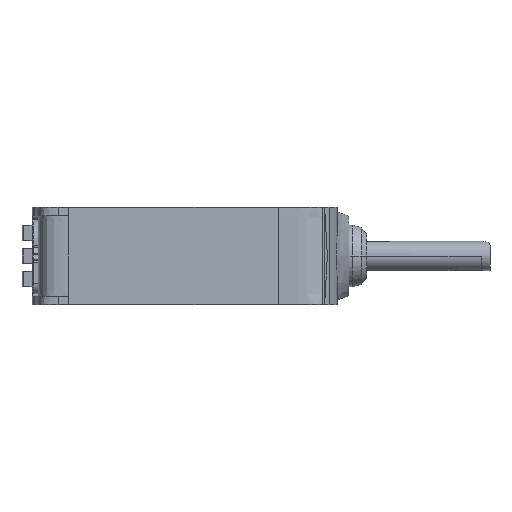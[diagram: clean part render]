
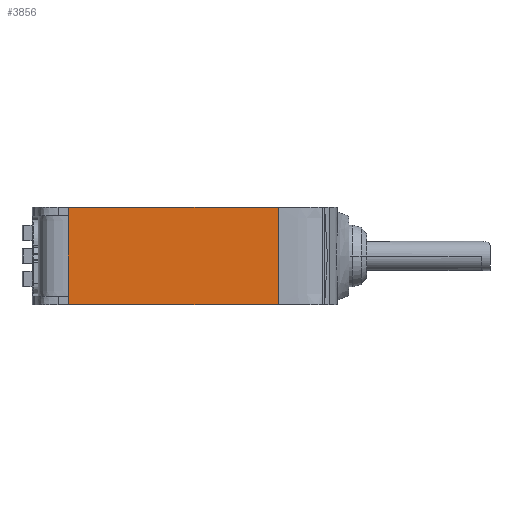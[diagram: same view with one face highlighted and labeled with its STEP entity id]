
A CAD part, left-side view. The second image highlights one B-rep face of the part: STEP entity #3856.
In plain terms, the highlighted planar face has unit normal (-1, -0.026, 0).
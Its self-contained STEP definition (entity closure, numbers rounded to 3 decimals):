
#138=DIRECTION('',(0.026,-1.,0.));
#139=VECTOR('',#138,23.808);
#140=CARTESIAN_POINT('',(-3.811,24.8,5.5));
#141=LINE('',#140,#139);
#149=CARTESIAN_POINT('',(-3.811,24.8,5.5));
#600=CARTESIAN_POINT('',(-3.811,24.8,-5.5));
#605=DIRECTION('',(0.026,-1.,0.));
#606=VECTOR('',#605,23.808);
#607=CARTESIAN_POINT('',(-3.811,24.8,-5.5));
#608=LINE('',#607,#606);
#694=DIRECTION('',(0.,0.,-1.));
#695=VECTOR('',#694,11.);
#696=CARTESIAN_POINT('',(-3.188,1.,5.5));
#697=LINE('',#696,#695);
#724=DIRECTION('',(0.,0.,1.));
#725=VECTOR('',#724,9.1);
#726=CARTESIAN_POINT('',(-3.811,24.8,-4.55));
#727=LINE('',#726,#725);
#731=DIRECTION('',(0.,0.,-1.));
#732=VECTOR('',#731,0.95);
#733=CARTESIAN_POINT('',(-3.811,24.8,5.5));
#734=LINE('',#733,#732);
#738=DIRECTION('',(0.,0.,-1.));
#739=VECTOR('',#738,0.95);
#740=CARTESIAN_POINT('',(-3.811,24.8,-4.55));
#741=LINE('',#740,#739);
#1244=CARTESIAN_POINT('',(-3.811,24.8,-4.55));
#1260=CARTESIAN_POINT('',(-3.811,24.8,4.55));
#3095=VERTEX_POINT('',#149);
#3096=CARTESIAN_POINT('',(-3.188,1.,5.5));
#3097=VERTEX_POINT('',#3096);
#3122=VERTEX_POINT('',#600);
#3123=CARTESIAN_POINT('',(-3.188,1.,-5.5));
#3124=VERTEX_POINT('',#3123);
#3311=VERTEX_POINT('',#1244);
#3312=VERTEX_POINT('',#1260);
#3840=CARTESIAN_POINT('',(-3.811,24.8,5.5));
#3841=DIRECTION('',(-1.,-0.026,0.));
#3842=DIRECTION('',(0.026,-1.,0.));
#3843=AXIS2_PLACEMENT_3D('',#3840,#3841,#3842);
#3844=PLANE('',#3843);
#3846=ORIENTED_EDGE('',*,*,#3845,.T.);
#3848=ORIENTED_EDGE('',*,*,#3847,.F.);
#3849=ORIENTED_EDGE('',*,*,#3482,.T.);
#3850=ORIENTED_EDGE('',*,*,#3810,.T.);
#3851=ORIENTED_EDGE('',*,*,#3626,.F.);
#3853=ORIENTED_EDGE('',*,*,#3852,.F.);
#3854=EDGE_LOOP('',(#3846,#3848,#3849,#3850,#3851,#3853));
#3855=FACE_OUTER_BOUND('',#3854,.F.);
#3856=ADVANCED_FACE('',(#3855),#3844,.T.);
#3482=EDGE_CURVE('',#3095,#3097,#141,.T.);
#3626=EDGE_CURVE('',#3122,#3124,#608,.T.);
#3810=EDGE_CURVE('',#3097,#3124,#697,.T.);
#3845=EDGE_CURVE('',#3311,#3312,#727,.T.);
#3847=EDGE_CURVE('',#3095,#3312,#734,.T.);
#3852=EDGE_CURVE('',#3311,#3122,#741,.T.);
